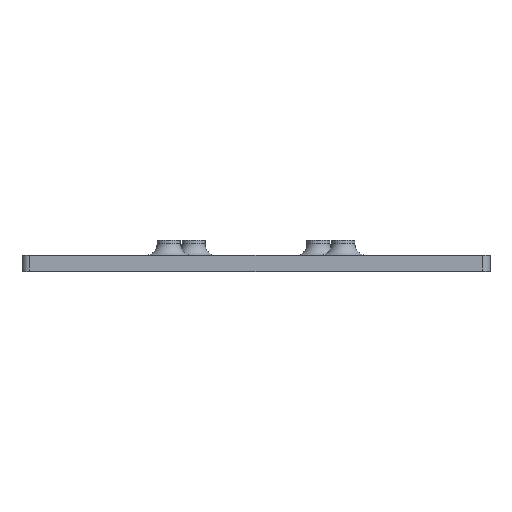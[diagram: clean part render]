
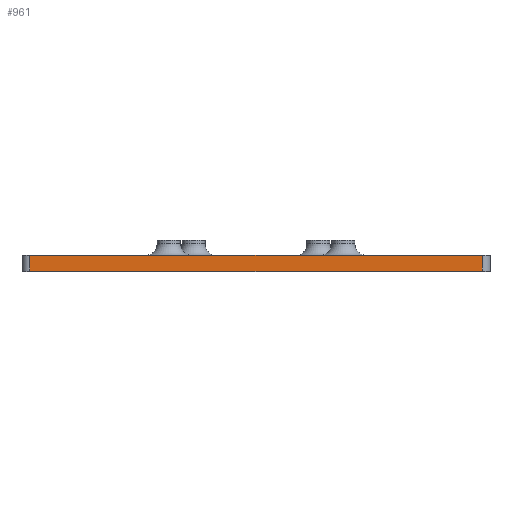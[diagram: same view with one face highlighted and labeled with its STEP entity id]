
A CAD part, top view. The second image highlights one B-rep face of the part: STEP entity #961.
In plain terms, the highlighted planar face has unit normal (0, 0, 1).
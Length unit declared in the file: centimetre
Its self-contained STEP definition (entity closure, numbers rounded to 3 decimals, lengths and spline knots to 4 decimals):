
#58=PLANE('',#1078);
#86=LINE('',#1561,#142);
#96=LINE('',#1621,#152);
#97=LINE('',#1625,#153);
#98=LINE('',#1626,#154);
#142=VECTOR('',#1244,1.);
#152=VECTOR('',#1304,1.);
#153=VECTOR('',#1309,1.);
#154=VECTOR('',#1310,1.);
#231=FACE_OUTER_BOUND('',#302,.T.);
#302=EDGE_LOOP('',(#769,#770,#771,#772));
#464=VERTEX_POINT('',#1558);
#465=VERTEX_POINT('',#1560);
#490=VERTEX_POINT('',#1620);
#491=VERTEX_POINT('',#1624);
#566=EDGE_CURVE('',#464,#465,#86,.T.);
#596=EDGE_CURVE('',#465,#490,#96,.T.);
#598=EDGE_CURVE('',#491,#464,#97,.T.);
#599=EDGE_CURVE('',#491,#490,#98,.T.);
#769=ORIENTED_EDGE('',*,*,#596,.F.);
#770=ORIENTED_EDGE('',*,*,#566,.F.);
#771=ORIENTED_EDGE('',*,*,#598,.F.);
#772=ORIENTED_EDGE('',*,*,#599,.T.);
#961=ADVANCED_FACE('',(#231),#58,.T.);
#1078=AXIS2_PLACEMENT_3D('',#1623,#1307,#1308);
#1244=DIRECTION('',(1.,0.,0.));
#1304=DIRECTION('',(0.,-1.,0.));
#1307=DIRECTION('center_axis',(0.,0.,1.));
#1308=DIRECTION('ref_axis',(1.,0.,0.));
#1309=DIRECTION('',(0.,1.,0.));
#1310=DIRECTION('',(1.,0.,0.));
#1558=CARTESIAN_POINT('',(-6.5495,0.5,7.2864));
#1560=CARTESIAN_POINT('',(7.9505,0.5,7.2864));
#1561=CARTESIAN_POINT('',(-6.7995,0.5,7.2864));
#1620=CARTESIAN_POINT('',(7.9505,0.,7.2864));
#1621=CARTESIAN_POINT('',(7.9505,0.,7.2864));
#1623=CARTESIAN_POINT('Origin',(-6.7995,0.,7.2864));
#1624=CARTESIAN_POINT('',(-6.5495,0.,7.2864));
#1625=CARTESIAN_POINT('',(-6.5495,0.,7.2864));
#1626=CARTESIAN_POINT('',(-6.7995,0.,7.2864));
